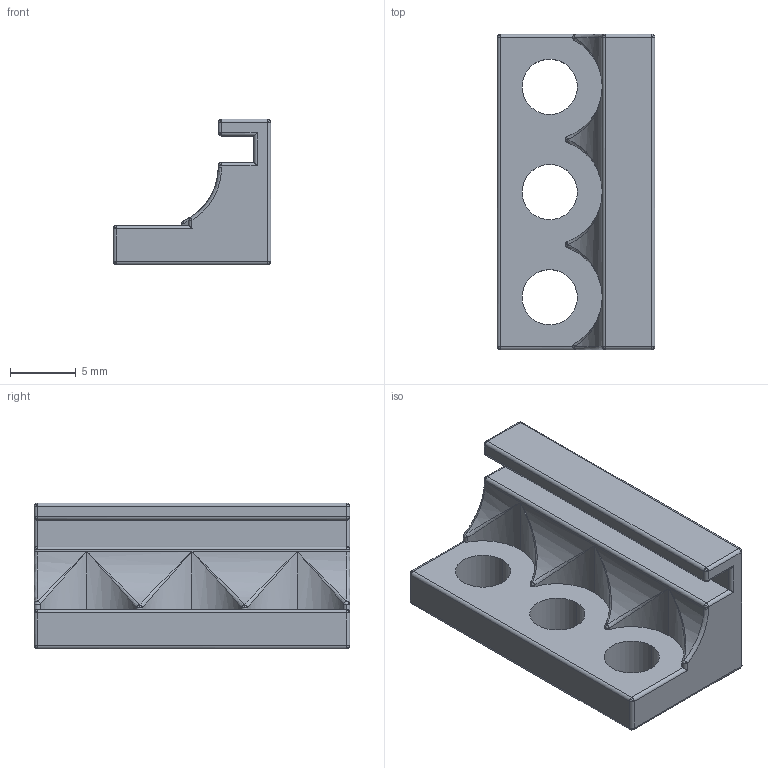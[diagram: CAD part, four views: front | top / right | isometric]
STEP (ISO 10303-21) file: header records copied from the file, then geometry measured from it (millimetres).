
FILE_DESCRIPTION (( 'STEP AP214' ), '1' );
FILE_NAME ('12-0002.STEP', '2025-08-25T09:15:41', ( '' ), ( '' ), 'SwSTEP 2.0', 'SolidWorks 2025', '' );
FILE_SCHEMA (( 'AUTOMOTIVE_DESIGN' ));
Length unit declared in the file: millimetre
Products named in the file (1): 12-0002
Bounding box: 12 x 24 x 11.1 mm (x, y, z)
Volume: 1425.8 mm3; surface area: 1371.5 mm2
Topology: 1 solids, 1 shells, 105 faces, 252 edges, 116 vertices
Faces by surface type: cylinder 50, bspline 43, plane 12
Entity records: 3737 total; most frequent: CARTESIAN_POINT 1668, ORIENTED_EDGE 438, DIRECTION 424, EDGE_CURVE 219, AXIS2_PLACEMENT_3D 172, VERTEX_POINT 116, EDGE_LOOP 111, CIRCLE 109
